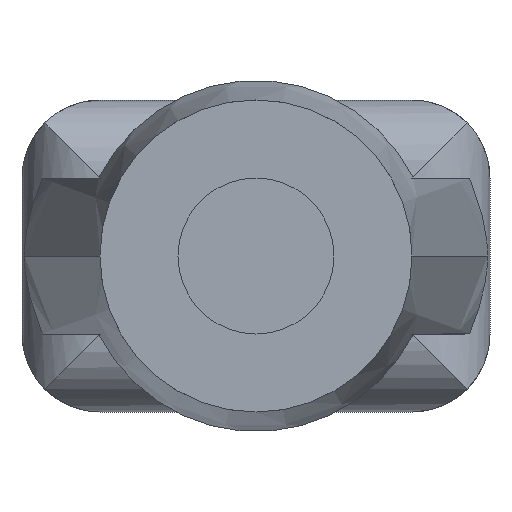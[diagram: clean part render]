
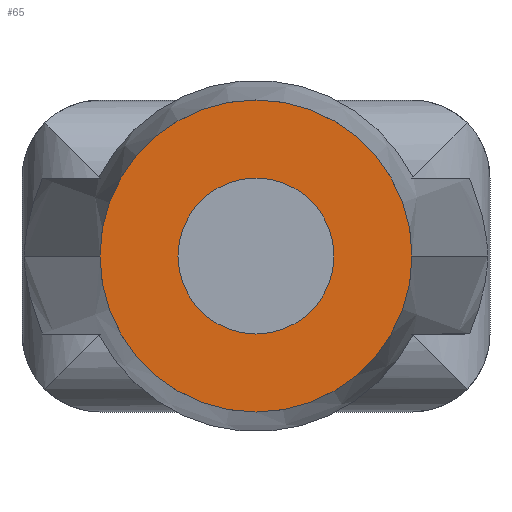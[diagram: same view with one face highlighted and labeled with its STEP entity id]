
A CAD part, left-side view. The second image highlights one B-rep face of the part: STEP entity #65.
In plain terms, the highlighted planar face has unit normal (-1, 0, 0).
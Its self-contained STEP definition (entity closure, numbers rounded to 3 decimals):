
#65=ADVANCED_FACE('',(#107,#108),#109,.T.);
#107=FACE_BOUND('',#153,.T.);
#108=FACE_OUTER_BOUND('',#154,.T.);
#109=PLANE('',#155);
#153=EDGE_LOOP('',(#330,#331));
#154=EDGE_LOOP('',(#332,#333));
#155=AXIS2_PLACEMENT_3D('',#334,#335,#336);
#330=ORIENTED_EDGE('',*,*,#366,.T.);
#331=ORIENTED_EDGE('',*,*,#367,.T.);
#332=ORIENTED_EDGE('',*,*,#352,.F.);
#333=ORIENTED_EDGE('',*,*,#411,.F.);
#334=CARTESIAN_POINT('',(0.0,1.0,0.0));
#335=DIRECTION('',(-1.0,0.0,0.0));
#336=DIRECTION('',(0.0,-1.0,0.0));
#352=EDGE_CURVE('',#413,#416,#417,.T.);
#366=EDGE_CURVE('',#438,#442,#444,.T.);
#367=EDGE_CURVE('',#442,#438,#445,.T.);
#411=EDGE_CURVE('',#416,#413,#517,.T.);
#413=VERTEX_POINT('',#519);
#416=VERTEX_POINT('',#523);
#417=CIRCLE('',#524,2.0);
#438=VERTEX_POINT('',#616);
#442=VERTEX_POINT('',#621);
#444=CIRCLE('',#624,1.0);
#445=CIRCLE('',#625,1.0);
#517=CIRCLE('',#773,2.0);
#519=CARTESIAN_POINT('',(0.0,2.0,0.0));
#523=CARTESIAN_POINT('',(0.0,-2.0,0.));
#524=AXIS2_PLACEMENT_3D('',#776,#777,#778);
#616=CARTESIAN_POINT('',(0.0,0.0,-1.0));
#621=CARTESIAN_POINT('',(0.0,0.,1.0));
#624=AXIS2_PLACEMENT_3D('',#796,#797,#798);
#625=AXIS2_PLACEMENT_3D('',#799,#800,#801);
#773=AXIS2_PLACEMENT_3D('',#903,#904,#905);
#776=CARTESIAN_POINT('',(0.0,0.0,0.0));
#777=DIRECTION('',(1.0,0.0,0.0));
#778=DIRECTION('',(0.0,1.0,0.0));
#796=CARTESIAN_POINT('',(0.0,0.0,0.0));
#797=DIRECTION('',(1.0,-0.0,0.0));
#798=DIRECTION('',(0.0,0.0,-1.0));
#799=CARTESIAN_POINT('',(0.0,0.0,0.0));
#800=DIRECTION('',(1.0,-0.0,0.0));
#801=DIRECTION('',(0.0,0.0,-1.0));
#903=CARTESIAN_POINT('',(0.0,0.0,0.0));
#904=DIRECTION('',(1.0,0.0,0.0));
#905=DIRECTION('',(0.0,1.0,0.0));
